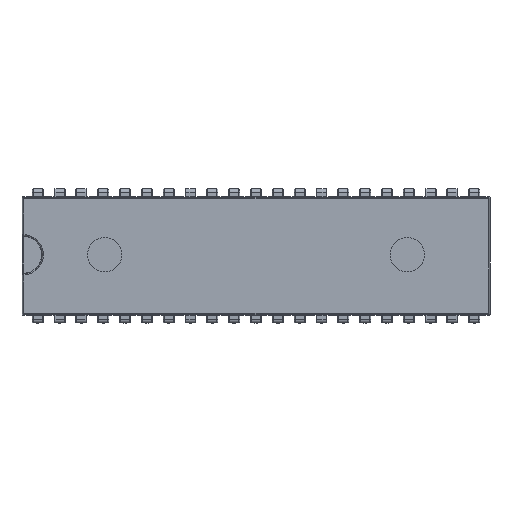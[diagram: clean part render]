
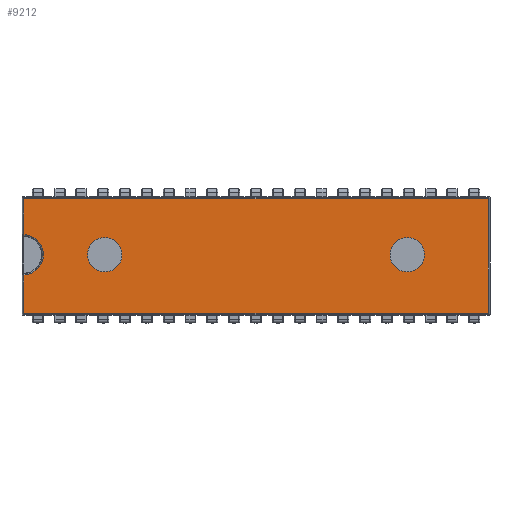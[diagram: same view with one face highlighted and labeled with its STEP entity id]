
A CAD part, top view. The second image highlights one B-rep face of the part: STEP entity #9212.
In plain terms, the highlighted planar face has unit normal (0, 0, 1).
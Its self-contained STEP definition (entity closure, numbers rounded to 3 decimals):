
#191=FACE_BOUND('',#1314,.T.);
#192=FACE_BOUND('',#1315,.T.);
#407=PLANE('',#10108);
#825=FACE_OUTER_BOUND('',#1313,.T.);
#1313=EDGE_LOOP('',(#7470,#7471,#7472,#7473,#7474,#7475));
#1314=EDGE_LOOP('',(#7476));
#1315=EDGE_LOOP('',(#7477));
#2381=LINE('',#15953,#3279);
#2382=LINE('',#15957,#3280);
#2383=LINE('',#15959,#3281);
#2384=LINE('',#15961,#3282);
#2385=LINE('',#15962,#3283);
#3279=VECTOR('',#12537,10.);
#3280=VECTOR('',#12542,10.);
#3281=VECTOR('',#12543,10.);
#3282=VECTOR('',#12544,10.);
#3283=VECTOR('',#12545,10.);
#3604=CIRCLE('',#10098,2.35);
#3609=CIRCLE('',#10109,2.);
#3610=CIRCLE('',#10110,2.);
#4469=VERTEX_POINT('',#15909);
#4470=VERTEX_POINT('',#15911);
#4476=VERTEX_POINT('',#15952);
#4477=VERTEX_POINT('',#15956);
#4478=VERTEX_POINT('',#15958);
#4479=VERTEX_POINT('',#15960);
#4480=VERTEX_POINT('',#15963);
#4481=VERTEX_POINT('',#15965);
#5679=EDGE_CURVE('',#4470,#4469,#3604,.T.);
#5689=EDGE_CURVE('',#4469,#4476,#2381,.T.);
#5691=EDGE_CURVE('',#4477,#4470,#2382,.T.);
#5692=EDGE_CURVE('',#4478,#4477,#2383,.T.);
#5693=EDGE_CURVE('',#4479,#4478,#2384,.T.);
#5694=EDGE_CURVE('',#4476,#4479,#2385,.T.);
#5695=EDGE_CURVE('',#4480,#4480,#3609,.T.);
#5696=EDGE_CURVE('',#4481,#4481,#3610,.T.);
#7470=ORIENTED_EDGE('',*,*,#5679,.F.);
#7471=ORIENTED_EDGE('',*,*,#5691,.F.);
#7472=ORIENTED_EDGE('',*,*,#5692,.F.);
#7473=ORIENTED_EDGE('',*,*,#5693,.F.);
#7474=ORIENTED_EDGE('',*,*,#5694,.F.);
#7475=ORIENTED_EDGE('',*,*,#5689,.F.);
#7476=ORIENTED_EDGE('',*,*,#5695,.T.);
#7477=ORIENTED_EDGE('',*,*,#5696,.T.);
#9212=ADVANCED_FACE('',(#825,#191,#192),#407,.T.);
#10098=AXIS2_PLACEMENT_3D('',#15913,#12514,#12515);
#10108=AXIS2_PLACEMENT_3D('',#15955,#12540,#12541);
#10109=AXIS2_PLACEMENT_3D('',#15964,#12546,#12547);
#10110=AXIS2_PLACEMENT_3D('',#15966,#12548,#12549);
#12514=DIRECTION('center_axis',(0.,0.,1.));
#12515=DIRECTION('ref_axis',(1.,0.,0.));
#12537=DIRECTION('',(0.,1.,0.));
#12540=DIRECTION('center_axis',(0.,0.,1.));
#12541=DIRECTION('ref_axis',(1.,0.,0.));
#12542=DIRECTION('',(0.,1.,0.));
#12543=DIRECTION('',(-1.,0.,0.));
#12544=DIRECTION('',(0.,-1.,0.));
#12545=DIRECTION('',(1.,0.,0.));
#12546=DIRECTION('center_axis',(0.,0.,-1.));
#12547=DIRECTION('ref_axis',(-1.,0.,0.));
#12548=DIRECTION('center_axis',(0.,0.,-1.));
#12549=DIRECTION('ref_axis',(-1.,0.,0.));
#15909=CARTESIAN_POINT('',(-0.772,10.383,3.85));
#15911=CARTESIAN_POINT('',(-0.772,5.686,3.85));
#15913=CARTESIAN_POINT('Origin',(-0.865,8.035,3.85));
#15952=CARTESIAN_POINT('',(-0.772,14.572,3.85));
#15953=CARTESIAN_POINT('',(-0.772,9.625,3.85));
#15955=CARTESIAN_POINT('Origin',(26.235,7.9,3.85));
#15956=CARTESIAN_POINT('',(-0.772,1.228,3.85));
#15957=CARTESIAN_POINT('',(-0.772,9.625,3.85));
#15958=CARTESIAN_POINT('',(53.242,1.228,3.85));
#15959=CARTESIAN_POINT('',(19.426,1.228,3.85));
#15960=CARTESIAN_POINT('',(53.242,14.572,3.85));
#15961=CARTESIAN_POINT('',(53.242,6.175,3.85));
#15962=CARTESIAN_POINT('',(33.044,14.572,3.85));
#15963=CARTESIAN_POINT('',(45.835,8.035,3.85));
#15964=CARTESIAN_POINT('Origin',(43.835,8.035,3.85));
#15965=CARTESIAN_POINT('',(10.635,8.035,3.85));
#15966=CARTESIAN_POINT('Origin',(8.635,8.035,3.85));
